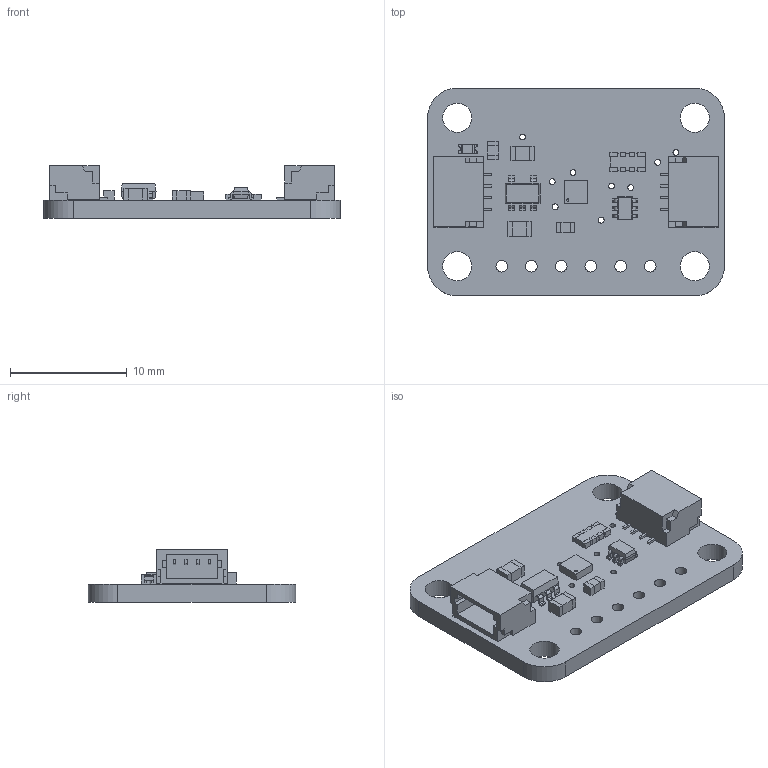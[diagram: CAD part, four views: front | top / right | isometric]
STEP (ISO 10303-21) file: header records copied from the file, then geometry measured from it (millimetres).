
FILE_DESCRIPTION(/* description */ (''),/* implementation_level */ '2;1');
FILE_NAME(/* name */ '4344 Adafruit MSA301.step',/* time_stamp */ '2019-08-28T15:07:49-04:00',/* author */ (''),/* organization */ (''),/* preprocessor_version */ 'ST-DEVELOPER v18',/* originating_system */ 'Autodesk Translation Framework v8.6.0.1094',/* authorisation */ '');
FILE_SCHEMA (('AUTOMOTIVE_DESIGN { 1 0 10303 214 3 1 1 }'));
Length unit declared in the file: millimetre
Products named in the file (11): Adafruit MSA301; PCB Component; Board; 10uF; AP2112K-3.3; 4.7K; 10K; BSS138; MSA301; STEMMA_I2C_QT; GREEN
Assembly tree (13 placements, depth 3):
  Adafruit MSA301
    PCB Component
      Board
      10uF  x2
      AP2112K-3.3
      4.7K  x2
      10K
      BSS138
      MSA301
      STEMMA_I2C_QT  x2
      GREEN
Bounding box: 25.4 x 17.78 x 4.53 mm (x, y, z)
Volume: 767.7 mm3; surface area: 1535 mm2
Topology: 28 solids, 28 shells, 707 faces, 1834 edges, 1206 vertices
Faces by surface type: plane 625, cylinder 78, bspline 4
Full cylindrical faces by diameter (mm): 0.2 x1, 0.5 x15, 1 x6, 2.5 x4
Entity records: 18655 total; most frequent: CARTESIAN_POINT 3196, ORIENTED_EDGE 3036, DIRECTION 2902, EDGE_CURVE 1518, LINE 1354, VECTOR 1354, VERTEX_POINT 996, AXIS2_PLACEMENT_3D 774
